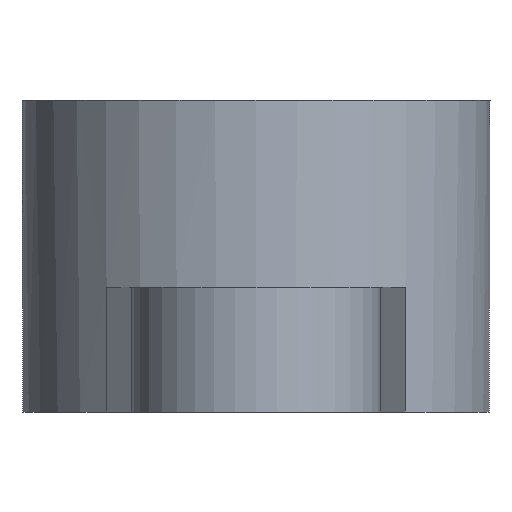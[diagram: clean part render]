
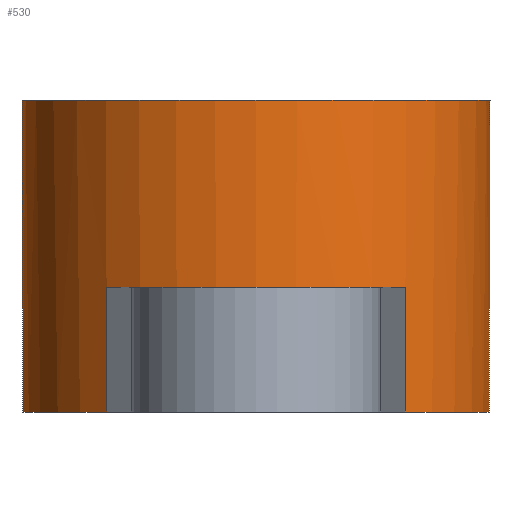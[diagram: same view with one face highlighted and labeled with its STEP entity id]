
A CAD part, left-side view. The second image highlights one B-rep face of the part: STEP entity #530.
In plain terms, the highlighted cylindrical face has radius 3.75 mm (diameter 7.5 mm), a full revolution.
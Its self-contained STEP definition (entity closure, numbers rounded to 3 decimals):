
#60=FACE_OUTER_BOUND('',#113,.T.);
#113=EDGE_LOOP('',(#419,#420,#421,#422,#423,#424,#425,#426,#427,#428,#429,
#430));
#146=LINE('',#881,#178);
#148=LINE('',#888,#180);
#150=LINE('',#907,#182);
#151=LINE('',#908,#183);
#152=LINE('',#909,#184);
#178=VECTOR('',#708,2.);
#180=VECTOR('',#716,2.);
#182=VECTOR('',#738,3.75);
#183=VECTOR('',#739,2.);
#184=VECTOR('',#740,2.);
#203=CIRCLE('',#569,3.75);
#205=CIRCLE('',#571,3.75);
#212=CIRCLE('',#579,3.75);
#214=CIRCLE('',#581,3.75);
#230=CIRCLE('',#601,3.75);
#237=CIRCLE('',#609,3.75);
#243=VERTEX_POINT('',#811);
#244=VERTEX_POINT('',#812);
#247=VERTEX_POINT('',#818);
#255=VERTEX_POINT('',#835);
#256=VERTEX_POINT('',#837);
#259=VERTEX_POINT('',#843);
#260=VERTEX_POINT('',#845);
#276=VERTEX_POINT('',#879);
#278=VERTEX_POINT('',#887);
#285=VERTEX_POINT('',#905);
#292=EDGE_CURVE('',#243,#244,#203,.T.);
#296=EDGE_CURVE('',#244,#247,#205,.T.);
#304=EDGE_CURVE('',#255,#256,#212,.T.);
#308=EDGE_CURVE('',#259,#260,#214,.T.);
#326=EDGE_CURVE('',#276,#255,#146,.T.);
#329=EDGE_CURVE('',#278,#260,#148,.T.);
#331=EDGE_CURVE('',#276,#278,#230,.T.);
#338=EDGE_CURVE('',#285,#285,#237,.T.);
#339=EDGE_CURVE('',#285,#244,#150,.T.);
#340=EDGE_CURVE('',#247,#256,#151,.T.);
#341=EDGE_CURVE('',#243,#259,#152,.T.);
#419=ORIENTED_EDGE('',*,*,#338,.F.);
#420=ORIENTED_EDGE('',*,*,#339,.T.);
#421=ORIENTED_EDGE('',*,*,#296,.T.);
#422=ORIENTED_EDGE('',*,*,#340,.T.);
#423=ORIENTED_EDGE('',*,*,#304,.F.);
#424=ORIENTED_EDGE('',*,*,#326,.F.);
#425=ORIENTED_EDGE('',*,*,#331,.T.);
#426=ORIENTED_EDGE('',*,*,#329,.T.);
#427=ORIENTED_EDGE('',*,*,#308,.F.);
#428=ORIENTED_EDGE('',*,*,#341,.F.);
#429=ORIENTED_EDGE('',*,*,#292,.T.);
#430=ORIENTED_EDGE('',*,*,#339,.F.);
#507=CYLINDRICAL_SURFACE('',#608,3.75);
#530=ADVANCED_FACE('',(#60),#507,.T.);
#569=AXIS2_PLACEMENT_3D('',#813,#644,#645);
#571=AXIS2_PLACEMENT_3D('',#820,#650,#651);
#579=AXIS2_PLACEMENT_3D('',#838,#667,#668);
#581=AXIS2_PLACEMENT_3D('',#846,#673,#674);
#601=AXIS2_PLACEMENT_3D('',#891,#720,#721);
#608=AXIS2_PLACEMENT_3D('',#904,#734,#735);
#609=AXIS2_PLACEMENT_3D('',#906,#736,#737);
#644=DIRECTION('center_axis',(0.,0.,1.));
#645=DIRECTION('ref_axis',(1.,0.,0.));
#650=DIRECTION('center_axis',(0.,0.,1.));
#651=DIRECTION('ref_axis',(1.,0.,0.));
#667=DIRECTION('center_axis',(0.,0.,-1.));
#668=DIRECTION('ref_axis',(-1.,0.,0.));
#673=DIRECTION('center_axis',(0.,0.,-1.));
#674=DIRECTION('ref_axis',(-1.,0.,0.));
#708=DIRECTION('',(0.,0.,-1.));
#716=DIRECTION('',(0.,0.,-1.));
#720=DIRECTION('center_axis',(0.,0.,1.));
#721=DIRECTION('ref_axis',(1.,0.,0.));
#734=DIRECTION('center_axis',(0.,0.,1.));
#735=DIRECTION('ref_axis',(1.,0.,0.));
#736=DIRECTION('center_axis',(0.,0.,1.));
#737=DIRECTION('ref_axis',(1.,0.,0.));
#738=DIRECTION('',(0.,0.,-1.));
#739=DIRECTION('',(0.,0.,-1.));
#740=DIRECTION('',(0.,0.,-1.));
#811=CARTESIAN_POINT('',(-2.885,2.395,2.));
#812=CARTESIAN_POINT('',(-3.75,0.,2.));
#813=CARTESIAN_POINT('Origin',(0.,0.,2.));
#818=CARTESIAN_POINT('',(-2.885,-2.395,2.));
#820=CARTESIAN_POINT('Origin',(0.,0.,2.));
#835=CARTESIAN_POINT('',(2.885,-2.395,0.));
#837=CARTESIAN_POINT('',(-2.885,-2.395,0.));
#838=CARTESIAN_POINT('Origin',(0.,0.,0.));
#843=CARTESIAN_POINT('',(-2.885,2.395,0.));
#845=CARTESIAN_POINT('',(2.885,2.395,0.));
#846=CARTESIAN_POINT('Origin',(0.,0.,0.));
#879=CARTESIAN_POINT('',(2.885,-2.395,2.));
#881=CARTESIAN_POINT('',(2.885,-2.395,2.));
#887=CARTESIAN_POINT('',(2.885,2.395,2.));
#888=CARTESIAN_POINT('',(2.885,2.395,2.));
#891=CARTESIAN_POINT('Origin',(0.,0.,2.));
#904=CARTESIAN_POINT('Origin',(0.,0.,0.));
#905=CARTESIAN_POINT('',(-3.75,0.,5.));
#906=CARTESIAN_POINT('Origin',(0.,0.,5.));
#907=CARTESIAN_POINT('',(-3.75,0.,0.));
#908=CARTESIAN_POINT('',(-2.885,-2.395,2.));
#909=CARTESIAN_POINT('',(-2.885,2.395,2.));
